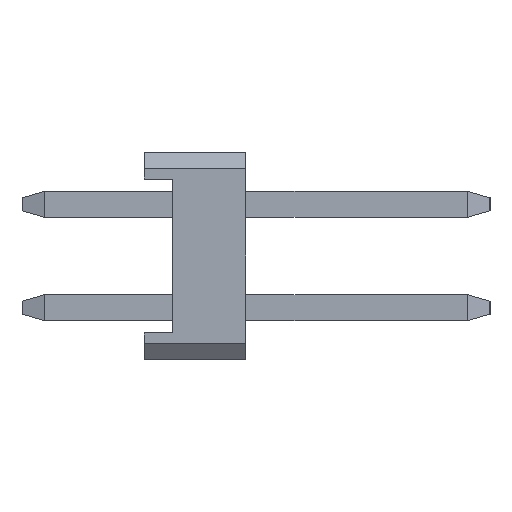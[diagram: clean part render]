
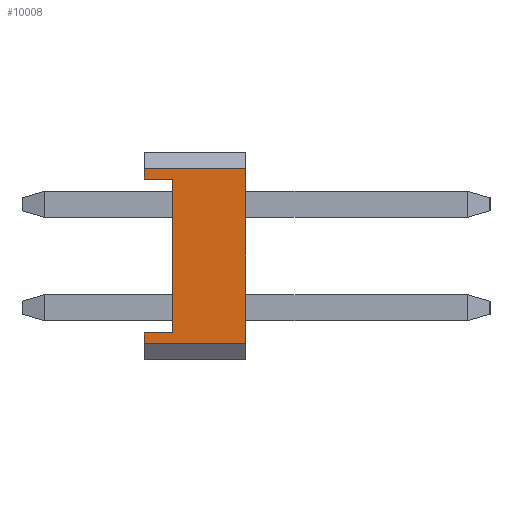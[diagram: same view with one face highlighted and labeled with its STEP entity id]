
A CAD part, left-side view. The second image highlights one B-rep face of the part: STEP entity #10008.
In plain terms, the highlighted planar face has unit normal (-1, 0, 0).
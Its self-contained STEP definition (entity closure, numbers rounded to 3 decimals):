
#3616=EDGE_CURVE('',#8010,#7110,#10453,.T.);
#3870=VERTEX_POINT('',#10731);
#4846=EDGE_CURVE('',#9266,#8010,#11788,.T.);
#4908=EDGE_CURVE('',#3870,#5632,#11854,.T.);
#5632=VERTEX_POINT('',#12694);
#5758=EDGE_CURVE('',#7110,#7544,#12831,.T.);
#5910=EDGE_CURVE('',#3870,#9266,#12998,.T.);
#7110=VERTEX_POINT('',#14337);
#7544=VERTEX_POINT('',#14808);
#7934=VERTEX_POINT('',#15267);
#8010=VERTEX_POINT('',#15353);
#8266=EDGE_CURVE('',#10204,#7934,#15632,.T.);
#8964=EDGE_CURVE('',#7934,#5632,#16404,.T.);
#9266=VERTEX_POINT('',#16740);
#9910=EDGE_CURVE('',#7544,#10204,#17445,.T.);
#10008=ADVANCED_FACE('',(#17556),#17557,.T.);
#10204=VERTEX_POINT('',#17775);
#10453=LINE('',#18087,#18088);
#10731=CARTESIAN_POINT('',(-19.05,0.,2.147));
#11788=LINE('',#20034,#20035);
#11854=LINE('',#20140,#20141);
#12694=CARTESIAN_POINT('',(-19.05,-2.5,2.147));
#12831=LINE('',#21527,#21528);
#12998=LINE('',#21778,#21779);
#14337=CARTESIAN_POINT('',(-19.05,-0.7,-1.89));
#14808=CARTESIAN_POINT('',(-19.05,0.,-1.89));
#15267=CARTESIAN_POINT('',(-19.05,-2.5,-2.147));
#15353=CARTESIAN_POINT('',(-19.05,-0.7,1.89));
#15632=LINE('',#25566,#25567);
#16404=LINE('',#26658,#26659);
#16740=CARTESIAN_POINT('',(-19.05,0.,1.89));
#17445=LINE('',#28191,#28192);
#17556=FACE_OUTER_BOUND('',#28345,.T.);
#17557=PLANE('',#28346);
#17775=CARTESIAN_POINT('',(-19.05,0.,-2.147));
#18087=CARTESIAN_POINT('',(-19.05,-0.7,-1.073));
#18088=VECTOR('',#28919,1.0);
#20034=CARTESIAN_POINT('',(-19.05,0.075,1.89));
#20035=VECTOR('',#30081,1.0);
#20140=CARTESIAN_POINT('',(-19.05,0.,2.147));
#20141=VECTOR('',#30134,1.0);
#21527=CARTESIAN_POINT('',(-19.05,0.075,-1.89));
#21528=VECTOR('',#31294,1.0);
#21778=CARTESIAN_POINT('',(-19.05,0.,2.147));
#21779=VECTOR('',#31457,1.0);
#25566=CARTESIAN_POINT('',(-19.05,0.,-2.147));
#25567=VECTOR('',#34274,1.0);
#26658=CARTESIAN_POINT('',(-19.05,-2.5,2.147));
#26659=VECTOR('',#35045,1.0);
#28191=CARTESIAN_POINT('',(-19.05,0.,2.147));
#28192=VECTOR('',#36111,1.0);
#28345=EDGE_LOOP('',(#36239,#36240,#36241,#36242,#36243,#36244,#36245,#36246));
#28346=AXIS2_PLACEMENT_3D('',#36247,#36248,#36249);
#28919=DIRECTION('',(0.0,0.,-1.0));
#30081=DIRECTION('',(0.0,-1.0,0.));
#30134=DIRECTION('',(0.0,-1.0,0.));
#31294=DIRECTION('',(0.0,1.0,0.));
#31457=DIRECTION('',(0.0,0.,-1.0));
#34274=DIRECTION('',(0.0,-1.0,0.));
#35045=DIRECTION('',(0.0,0.,1.0));
#36111=DIRECTION('',(0.0,0.,-1.0));
#36239=ORIENTED_EDGE('',*,*,#5758,.T.);
#36240=ORIENTED_EDGE('',*,*,#9910,.T.);
#36241=ORIENTED_EDGE('',*,*,#8266,.T.);
#36242=ORIENTED_EDGE('',*,*,#8964,.T.);
#36243=ORIENTED_EDGE('',*,*,#4908,.F.);
#36244=ORIENTED_EDGE('',*,*,#5910,.T.);
#36245=ORIENTED_EDGE('',*,*,#4846,.T.);
#36246=ORIENTED_EDGE('',*,*,#3616,.T.);
#36247=CARTESIAN_POINT('',(-19.05,0.,-2.147));
#36248=DIRECTION('',(-1.0,0.0,0.0));
#36249=DIRECTION('',(0.0,0.,-1.0));
